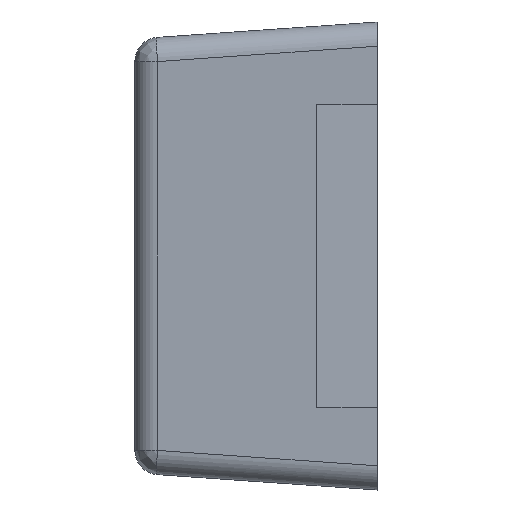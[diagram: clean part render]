
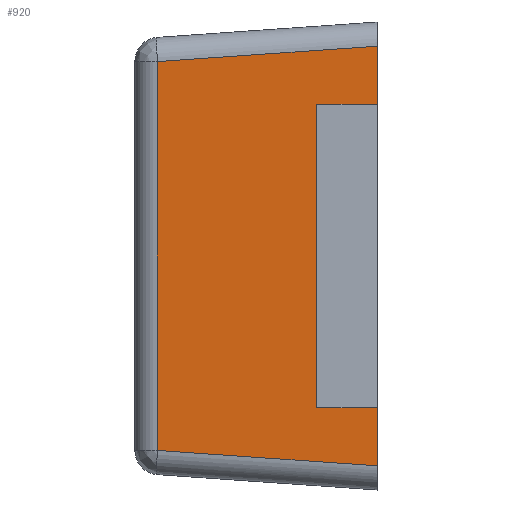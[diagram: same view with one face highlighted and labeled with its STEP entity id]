
A CAD part, left-side view. The second image highlights one B-rep face of the part: STEP entity #920.
In plain terms, the highlighted planar face has unit normal (-0.998, 0.07, 0).
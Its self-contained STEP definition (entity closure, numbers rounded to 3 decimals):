
#317 = CARTESIAN_POINT ( 'NONE',  ( -1.5, -0.501, 0.866 ) ) ;
#323 = CARTESIAN_POINT ( 'NONE',  ( -1.437, 0.406, -0.801 ) ) ;
#324 = CARTESIAN_POINT ( 'NONE',  ( -1.5, -0.5, 0.625 ) ) ;
#327 = CARTESIAN_POINT ( 'NONE',  ( -1.437, 0.406, 0.802 ) ) ;
#329 = CARTESIAN_POINT ( 'NONE',  ( -1.483, -0.25, 0.625 ) ) ;
#332 = CARTESIAN_POINT ( 'NONE',  ( -1.483, -0.25, -0.625 ) ) ;
#334 = CARTESIAN_POINT ( 'NONE',  ( -1.5, -0.5, -0.625 ) ) ;
#340 = CARTESIAN_POINT ( 'NONE',  ( -1.5, -0.5, -0.865 ) ) ;
#492 = VECTOR ( 'NONE', #1202, 1000. ) ;
#494 = VECTOR ( 'NONE', #1208, 1000. ) ;
#496 = VECTOR ( 'NONE', #1214, 1000. ) ;
#497 = VECTOR ( 'NONE', #1221, 1000. ) ;
#565 = ORIENTED_EDGE ( 'NONE', *, *, #857, .T. ) ;
#567 = ORIENTED_EDGE ( 'NONE', *, *, #879, .F. ) ;
#568 = ORIENTED_EDGE ( 'NONE', *, *, #859, .T. ) ;
#569 = ORIENTED_EDGE ( 'NONE', *, *, #863, .T. ) ;
#570 = ORIENTED_EDGE ( 'NONE', *, *, #861, .T. ) ;
#571 = ORIENTED_EDGE ( 'NONE', *, *, #871, .T. ) ;
#572 = ORIENTED_EDGE ( 'NONE', *, *, #880, .F. ) ;
#606 = ORIENTED_EDGE ( 'NONE', *, *, #881, .F. ) ;
#667 = EDGE_LOOP ( 'NONE', ( #567, #569, #565, #568, #570, #571, #572, #606 ) ) ;
#857 = EDGE_CURVE ( 'NONE', #1336, #1334, #1200, .T. ) ;
#859 = EDGE_CURVE ( 'NONE', #1334, #1331, #1206, .T. ) ;
#861 = EDGE_CURVE ( 'NONE', #1331, #1326, #1212, .T. ) ;
#863 = EDGE_CURVE ( 'NONE', #1342, #1336, #1219, .T. ) ;
#871 = EDGE_CURVE ( 'NONE', #1326, #1319, #1247, .T. ) ;
#879 = EDGE_CURVE ( 'NONE', #1342, #1325, #1271, .T. ) ;
#880 = EDGE_CURVE ( 'NONE', #1329, #1319, #1274, .T. ) ;
#881 = EDGE_CURVE ( 'NONE', #1325, #1329, #1277, .T. ) ;
#920 = ADVANCED_FACE ( 'NONE', ( #2042 ), #2091, .T. ) ;
#1200 = LINE ( 'NONE', #1201, #492 ) ;
#1201 = CARTESIAN_POINT ( 'NONE',  ( -1.5, -0.5, -0.625 ) ) ;
#1202 = DIRECTION ( 'NONE',  ( 0.07, 0.998, 0. ) ) ;
#1206 = LINE ( 'NONE', #1207, #494 ) ;
#1207 = CARTESIAN_POINT ( 'NONE',  ( -1.483, -0.25, 0.965 ) ) ;
#1208 = DIRECTION ( 'NONE',  ( 0., 0., 1. ) ) ;
#1212 = LINE ( 'NONE', #1213, #496 ) ;
#1213 = CARTESIAN_POINT ( 'NONE',  ( -1.5, -0.5, 0.625 ) ) ;
#1214 = DIRECTION ( 'NONE',  ( -0.07, -0.998, 0. ) ) ;
#1219 = LINE ( 'NONE', #1220, #497 ) ;
#1220 = CARTESIAN_POINT ( 'NONE',  ( -1.5, -0.5, 0.965 ) ) ;
#1221 = DIRECTION ( 'NONE',  ( 0., 0., 1. ) ) ;
#1247 = LINE ( 'NONE', #1248, #1695 ) ;
#1248 = CARTESIAN_POINT ( 'NONE',  ( -1.5, -0.5, 0.965 ) ) ;
#1249 = DIRECTION ( 'NONE',  ( 0., 0., 1. ) ) ;
#1271 = LINE ( 'NONE', #1272, #1705 ) ;
#1272 = CARTESIAN_POINT ( 'NONE',  ( -1.496, -0.441, -0.861 ) ) ;
#1273 = DIRECTION ( 'NONE',  ( 0.07, 0.995, 0.07 ) ) ;
#1274 = LINE ( 'NONE', #1275, #1706 ) ;
#1275 = CARTESIAN_POINT ( 'NONE',  ( -1.493, -0.404, 0.859 ) ) ;
#1276 = DIRECTION ( 'NONE',  ( -0.07, -0.995, 0.07 ) ) ;
#1277 = LINE ( 'NONE', #1278, #1708 ) ;
#1278 = CARTESIAN_POINT ( 'NONE',  ( -1.437, 0.406, 0. ) ) ;
#1279 = DIRECTION ( 'NONE',  ( 0., 0., 1. ) ) ;
#1319 = VERTEX_POINT ( 'NONE', #317 ) ;
#1325 = VERTEX_POINT ( 'NONE', #323 ) ;
#1326 = VERTEX_POINT ( 'NONE', #324 ) ;
#1329 = VERTEX_POINT ( 'NONE', #327 ) ;
#1331 = VERTEX_POINT ( 'NONE', #329 ) ;
#1334 = VERTEX_POINT ( 'NONE', #332 ) ;
#1336 = VERTEX_POINT ( 'NONE', #334 ) ;
#1342 = VERTEX_POINT ( 'NONE', #340 ) ;
#1695 = VECTOR ( 'NONE', #1249, 1000. ) ;
#1705 = VECTOR ( 'NONE', #1273, 1000. ) ;
#1706 = VECTOR ( 'NONE', #1276, 1000. ) ;
#1708 = VECTOR ( 'NONE', #1279, 1000. ) ;
#2042 = FACE_OUTER_BOUND ( 'NONE', #667, .T. ) ;
#2049 = AXIS2_PLACEMENT_3D ( 'NONE', #2092, #2093, #2094 ) ;
#2091 = PLANE ( 'NONE',  #2049 ) ;
#2092 = CARTESIAN_POINT ( 'NONE',  ( -1.5, -0.5, 0.965 ) ) ;
#2093 = DIRECTION ( 'NONE',  ( -0.998, 0.07, 0. ) ) ;
#2094 = DIRECTION ( 'NONE',  ( -0.07, -0.998, 0. ) ) ;
